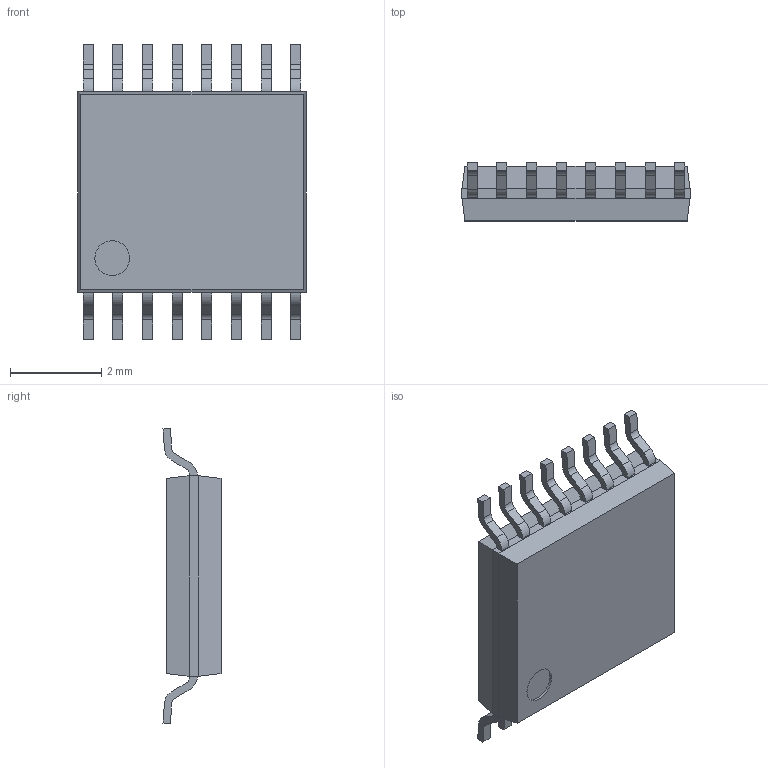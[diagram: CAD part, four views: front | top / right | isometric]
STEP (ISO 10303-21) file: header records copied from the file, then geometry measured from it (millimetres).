
FILE_DESCRIPTION(/* description */ ('Unknown'),/* implementation_level */ '2;1');
FILE_NAME(/* name */ 'TSSOP-16',/* time_stamp */ '2025-09-08T09:37:20+08:00',/* author */ ('Unknown'),/* organization */ ('Unknown'),/* preprocessor_version */ 'ST-DEVELOPER v20',/* originating_system */ 'Solid Edge',/* authorisation */ 'Unknown');
FILE_SCHEMA (('AUTOMOTIVE_DESIGN {1 0 10303 214 3 1 1}'));
Length unit declared in the file: millimetre
Products named in the file (4): TSSOP-16; Compound; LDF; EP
Assembly tree (3 placements, depth 2):
  TSSOP-16
    Compound
    LDF
    EP
Bounding box: 5 x 1.27 x 6.45 mm (x, y, z)
Volume: 26.5 mm3; surface area: 99.7 mm2
Topology: 18 solids, 18 shells, 251 faces, 631 edges, 418 vertices
Faces by surface type: plane 186, cylinder 65
Full cylindrical faces by diameter (mm): 0.76 x1
Entity records: 7643 total; most frequent: CARTESIAN_POINT 1303, DIRECTION 1270, ORIENTED_EDGE 1260, EDGE_CURVE 630, LINE 500, VECTOR 500, VERTEX_POINT 418, AXIS2_PLACEMENT_3D 385
